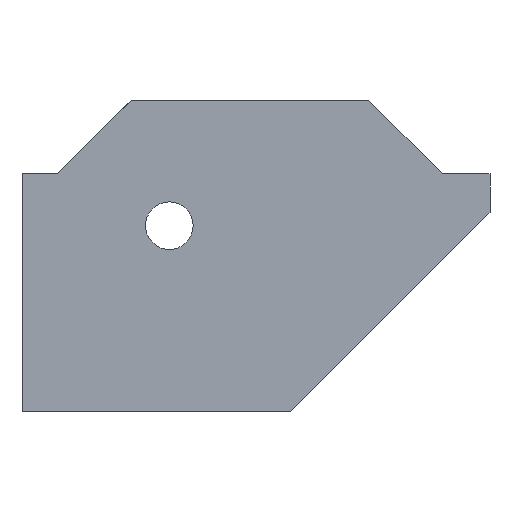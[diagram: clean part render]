
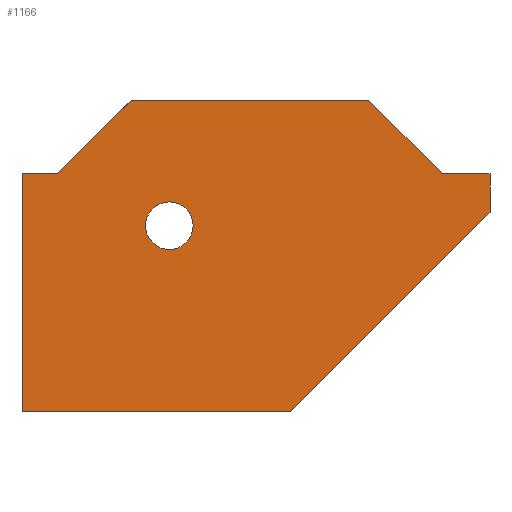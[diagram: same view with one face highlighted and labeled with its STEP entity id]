
A CAD part, left-side view. The second image highlights one B-rep face of the part: STEP entity #1166.
In plain terms, the highlighted planar face has unit normal (-1, 0, 0).
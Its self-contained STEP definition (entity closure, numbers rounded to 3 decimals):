
#19=FACE_BOUND('',#153,.T.);
#53=PLANE('',#1256);
#98=FACE_OUTER_BOUND('',#152,.T.);
#152=EDGE_LOOP('',(#967,#968,#969,#970,#971,#972,#973,#974,#975));
#153=EDGE_LOOP('',(#976));
#266=LINE('',#1781,#401);
#267=LINE('',#1784,#402);
#278=LINE('',#1811,#413);
#280=LINE('',#1816,#415);
#284=LINE('',#1824,#419);
#297=LINE('',#1857,#432);
#299=LINE('',#1861,#434);
#300=LINE('',#1862,#435);
#301=LINE('',#1863,#436);
#401=VECTOR('',#1431,10.);
#402=VECTOR('',#1434,10.);
#413=VECTOR('',#1461,10.);
#415=VECTOR('',#1465,10.);
#419=VECTOR('',#1471,10.);
#432=VECTOR('',#1500,10.);
#434=VECTOR('',#1504,10.);
#435=VECTOR('',#1505,10.);
#436=VECTOR('',#1506,10.);
#463=CIRCLE('',#1205,2.75);
#499=VERTEX_POINT('',#1601);
#571=VERTEX_POINT('',#1775);
#573=VERTEX_POINT('',#1779);
#574=VERTEX_POINT('',#1783);
#582=VERTEX_POINT('',#1810);
#583=VERTEX_POINT('',#1814);
#584=VERTEX_POINT('',#1815);
#587=VERTEX_POINT('',#1823);
#599=VERTEX_POINT('',#1856);
#600=VERTEX_POINT('',#1860);
#613=EDGE_CURVE('',#499,#499,#463,.T.);
#704=EDGE_CURVE('',#573,#571,#266,.T.);
#705=EDGE_CURVE('',#571,#574,#267,.T.);
#720=EDGE_CURVE('',#582,#574,#278,.T.);
#722=EDGE_CURVE('',#583,#584,#280,.T.);
#726=EDGE_CURVE('',#584,#587,#284,.T.);
#743=EDGE_CURVE('',#599,#573,#297,.T.);
#745=EDGE_CURVE('',#599,#600,#299,.T.);
#746=EDGE_CURVE('',#600,#587,#300,.T.);
#747=EDGE_CURVE('',#582,#583,#301,.T.);
#967=ORIENTED_EDGE('',*,*,#705,.F.);
#968=ORIENTED_EDGE('',*,*,#704,.F.);
#969=ORIENTED_EDGE('',*,*,#743,.F.);
#970=ORIENTED_EDGE('',*,*,#745,.T.);
#971=ORIENTED_EDGE('',*,*,#746,.T.);
#972=ORIENTED_EDGE('',*,*,#726,.F.);
#973=ORIENTED_EDGE('',*,*,#722,.F.);
#974=ORIENTED_EDGE('',*,*,#747,.F.);
#975=ORIENTED_EDGE('',*,*,#720,.T.);
#976=ORIENTED_EDGE('',*,*,#613,.T.);
#1166=ADVANCED_FACE('',(#98,#19),#53,.T.);
#1205=AXIS2_PLACEMENT_3D('',#1602,#1294,#1295);
#1256=AXIS2_PLACEMENT_3D('',#1859,#1502,#1503);
#1294=DIRECTION('center_axis',(1.,0.,0.));
#1295=DIRECTION('ref_axis',(0.,0.,1.));
#1431=DIRECTION('',(0.,-1.,0.));
#1434=DIRECTION('',(0.,-0.707,-0.707));
#1461=DIRECTION('',(0.,1.,0.));
#1465=DIRECTION('',(0.,0.707,-0.707));
#1471=DIRECTION('',(0.,1.,0.));
#1500=DIRECTION('',(0.,-0.707,0.707));
#1502=DIRECTION('center_axis',(-1.,0.,0.));
#1503=DIRECTION('ref_axis',(0.,1.,0.));
#1504=DIRECTION('',(0.,1.,0.));
#1505=DIRECTION('',(0.,0.,-1.));
#1506=DIRECTION('',(0.,0.,-1.));
#1601=CARTESIAN_POINT('',(-24.,100.,-47.75));
#1602=CARTESIAN_POINT('Origin',(-24.,100.,-45.));
#1775=CARTESIAN_POINT('',(-24.,77.,-30.5));
#1779=CARTESIAN_POINT('',(-24.,104.414,-30.5));
#1781=CARTESIAN_POINT('',(-24.,69.,-30.5));
#1783=CARTESIAN_POINT('',(-24.,68.5,-39.));
#1784=CARTESIAN_POINT('',(-24.,69.5,-38.));
#1810=CARTESIAN_POINT('',(-24.,63.,-39.));
#1811=CARTESIAN_POINT('',(-24.,76.5,-39.));
#1814=CARTESIAN_POINT('',(-24.,63.,-43.5));
#1815=CARTESIAN_POINT('',(-24.,86.,-66.5));
#1816=CARTESIAN_POINT('',(-24.,67.5,-48.));
#1823=CARTESIAN_POINT('',(-24.,117.,-66.5));
#1824=CARTESIAN_POINT('',(-24.,63.,-66.5));
#1856=CARTESIAN_POINT('',(-24.,112.914,-39.));
#1857=CARTESIAN_POINT('',(-24.,97.707,-23.793));
#1859=CARTESIAN_POINT('Origin',(-24.,63.,-38.5));
#1860=CARTESIAN_POINT('',(-24.,117.,-39.));
#1861=CARTESIAN_POINT('',(-24.,76.5,-39.));
#1862=CARTESIAN_POINT('',(-24.,117.,-38.5));
#1863=CARTESIAN_POINT('',(-24.,63.,-38.5));
